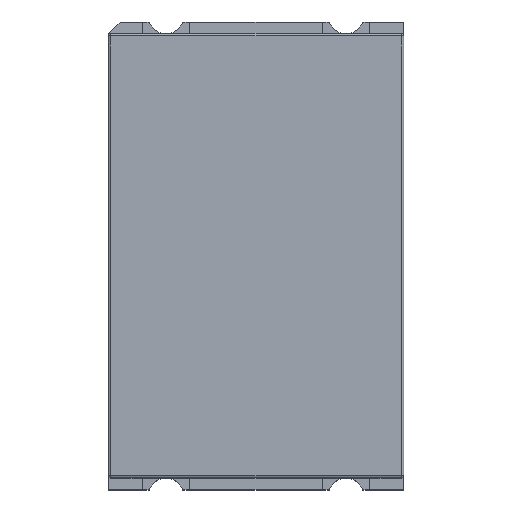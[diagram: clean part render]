
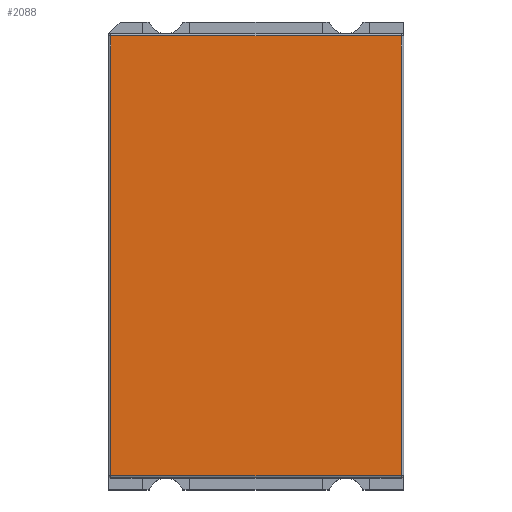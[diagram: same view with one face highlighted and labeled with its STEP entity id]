
A CAD part, top view. The second image highlights one B-rep face of the part: STEP entity #2088.
In plain terms, the highlighted planar face has unit normal (0, 0, 1).
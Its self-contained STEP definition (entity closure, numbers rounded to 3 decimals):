
#132=FACE_OUTER_BOUND('',#249,.T.);
#249=EDGE_LOOP('',(#1618,#1619,#1620,#1621));
#406=LINE('',#3093,#673);
#410=LINE('',#3109,#677);
#412=LINE('',#3119,#679);
#415=LINE('',#3123,#682);
#673=VECTOR('',#2507,12.3);
#677=VECTOR('',#2525,18.6);
#679=VECTOR('',#2537,12.3);
#682=VECTOR('',#2542,18.6);
#917=VERTEX_POINT('',#3082);
#918=VERTEX_POINT('',#3086);
#925=VERTEX_POINT('',#3105);
#928=VERTEX_POINT('',#3115);
#1148=EDGE_CURVE('',#918,#917,#406,.T.);
#1156=EDGE_CURVE('',#917,#925,#410,.T.);
#1161=EDGE_CURVE('',#925,#928,#412,.T.);
#1164=EDGE_CURVE('',#928,#918,#415,.T.);
#1618=ORIENTED_EDGE('',*,*,#1148,.F.);
#1619=ORIENTED_EDGE('',*,*,#1164,.F.);
#1620=ORIENTED_EDGE('',*,*,#1161,.F.);
#1621=ORIENTED_EDGE('',*,*,#1156,.F.);
#1975=PLANE('',#2236);
#2088=ADVANCED_FACE('',(#132),#1975,.T.);
#2236=AXIS2_PLACEMENT_3D('',#3188,#2592,#2593);
#2507=DIRECTION('',(-1.,0.,0.));
#2525=DIRECTION('',(0.,1.,0.));
#2537=DIRECTION('',(1.,0.,0.));
#2542=DIRECTION('',(0.,-1.,0.));
#2592=DIRECTION('center_axis',(0.,0.,
1.));
#2593=DIRECTION('ref_axis',(-1.,0.,0.));
#3082=CARTESIAN_POINT('',(-6.15,-9.3,5.7));
#3086=CARTESIAN_POINT('',(6.15,-9.3,5.7));
#3093=CARTESIAN_POINT('',(5.825,-9.3,5.7));
#3105=CARTESIAN_POINT('',(-6.15,9.3,5.7));
#3109=CARTESIAN_POINT('',(-6.15,4.7,5.7));
#3115=CARTESIAN_POINT('',(6.15,9.3,5.7));
#3119=CARTESIAN_POINT('',(2.9,9.3,5.7));
#3123=CARTESIAN_POINT('',(6.15,4.7,5.7));
#3188=CARTESIAN_POINT('Origin',(5.8,9.4,5.7));
